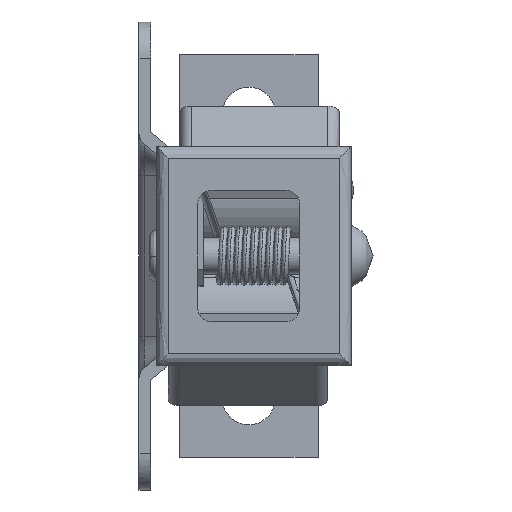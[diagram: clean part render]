
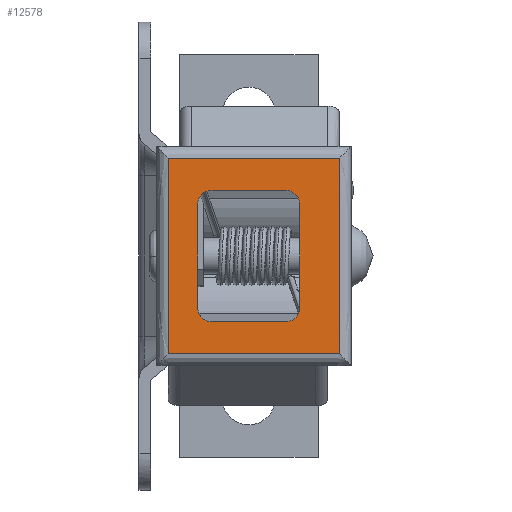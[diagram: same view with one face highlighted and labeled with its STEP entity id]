
A CAD part, left-side view. The second image highlights one B-rep face of the part: STEP entity #12578.
In plain terms, the highlighted free-form (B-spline) face has degree [1, 1] with [2, 2] control points.
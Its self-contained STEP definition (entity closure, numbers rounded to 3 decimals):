
#11975=CARTESIAN_POINT('',(0.0,5.5,6.7));
#11976=VERTEX_POINT('',#11975);
#11990=CARTESIAN_POINT('',(0.0,-6.2,6.7));
#11991=VERTEX_POINT('',#11990);
#11992=CARTESIAN_POINT('',(0.0,-6.2,6.7));
#11993=CARTESIAN_POINT('',(0.0,5.5,6.7));
#11994=QUASI_UNIFORM_CURVE('',1,(#11992,#11993),.UNSPECIFIED.,.F.,.U.);
#11995=EDGE_CURVE('',#11991,#11976,#11994,.T.);
#12234=CARTESIAN_POINT('',(0.0,2.5,-4.5));
#12235=VERTEX_POINT('',#12234);
#12236=CARTESIAN_POINT('',(0.0,-2.5,-4.5));
#12237=VERTEX_POINT('',#12236);
#12238=CARTESIAN_POINT('',(0.0,2.5,-4.5));
#12239=CARTESIAN_POINT('',(0.0,-2.5,-4.5));
#12240=QUASI_UNIFORM_CURVE('',1,(#12238,#12239),.UNSPECIFIED.,.F.,.U.);
#12241=EDGE_CURVE('',#12235,#12237,#12240,.T.);
#12279=CARTESIAN_POINT('',(0.0,-3.5,-3.5));
#12280=VERTEX_POINT('',#12279);
#12281=CARTESIAN_POINT('',(0.0,-2.5,-4.5));
#12282=CARTESIAN_POINT('',(0.0,-2.598,-4.5));
#12283=CARTESIAN_POINT('',(0.0,-2.811,-4.468));
#12284=CARTESIAN_POINT('',(0.0,-3.07,-4.338));
#12285=CARTESIAN_POINT('',(0.0,-3.288,-4.136));
#12286=CARTESIAN_POINT('',(0.0,-3.453,-3.868));
#12287=CARTESIAN_POINT('',(0.0,-3.5,-3.631));
#12288=CARTESIAN_POINT('',(0.0,-3.5,-3.5));
#12289=B_SPLINE_CURVE_WITH_KNOTS('',3,(#12281,#12282,#12283,#12284,#12285,#12286,#12287,#12288),.UNSPECIFIED.,.F.,.U.,(4,1,1,1,1,4),(0.,0.295,0.638,0.859,1.178,1.571),.UNSPECIFIED.);
#12290=EDGE_CURVE('',#12237,#12280,#12289,.T.);
#12319=CARTESIAN_POINT('',(0.0,-3.5,3.5));
#12320=VERTEX_POINT('',#12319);
#12321=CARTESIAN_POINT('',(0.0,-3.5,-3.5));
#12322=CARTESIAN_POINT('',(0.0,-3.5,3.5));
#12323=QUASI_UNIFORM_CURVE('',1,(#12321,#12322),.UNSPECIFIED.,.F.,.U.);
#12324=EDGE_CURVE('',#12280,#12320,#12323,.T.);
#12356=CARTESIAN_POINT('',(0.0,-2.5,4.5));
#12357=VERTEX_POINT('',#12356);
#12358=CARTESIAN_POINT('',(0.0,-3.5,3.5));
#12359=CARTESIAN_POINT('',(0.0,-3.5,3.598));
#12360=CARTESIAN_POINT('',(0.0,-3.468,3.811));
#12361=CARTESIAN_POINT('',(0.0,-3.338,4.07));
#12362=CARTESIAN_POINT('',(0.0,-3.153,4.269));
#12363=CARTESIAN_POINT('',(0.0,-2.893,4.444));
#12364=CARTESIAN_POINT('',(0.0,-2.655,4.5));
#12365=CARTESIAN_POINT('',(0.0,-2.5,4.5));
#12366=B_SPLINE_CURVE_WITH_KNOTS('',3,(#12358,#12359,#12360,#12361,#12362,#12363,#12364,#12365),.UNSPECIFIED.,.F.,.U.,(4,1,1,1,1,4),(0.,0.295,0.638,0.859,1.104,1.571),.UNSPECIFIED.);
#12367=EDGE_CURVE('',#12320,#12357,#12366,.T.);
#12396=CARTESIAN_POINT('',(0.0,2.5,4.5));
#12397=VERTEX_POINT('',#12396);
#12398=CARTESIAN_POINT('',(0.0,-2.5,4.5));
#12399=CARTESIAN_POINT('',(0.0,2.5,4.5));
#12400=QUASI_UNIFORM_CURVE('',1,(#12398,#12399),.UNSPECIFIED.,.F.,.U.);
#12401=EDGE_CURVE('',#12357,#12397,#12400,.T.);
#12433=CARTESIAN_POINT('',(0.0,3.5,3.5));
#12434=VERTEX_POINT('',#12433);
#12435=CARTESIAN_POINT('',(0.0,2.5,4.5));
#12436=CARTESIAN_POINT('',(0.0,2.598,4.5));
#12437=CARTESIAN_POINT('',(0.0,2.811,4.468));
#12438=CARTESIAN_POINT('',(0.0,3.07,4.338));
#12439=CARTESIAN_POINT('',(0.0,3.257,4.164));
#12440=CARTESIAN_POINT('',(0.0,3.385,3.983));
#12441=CARTESIAN_POINT('',(0.0,3.477,3.762));
#12442=CARTESIAN_POINT('',(0.0,3.5,3.59));
#12443=CARTESIAN_POINT('',(0.0,3.5,3.5));
#12444=B_SPLINE_CURVE_WITH_KNOTS('',3,(#12435,#12436,#12437,#12438,#12439,#12440,#12441,#12442,#12443),.UNSPECIFIED.,.F.,.U.,(4,1,1,1,1,1,4),(0.,0.295,0.638,0.859,1.055,1.301,1.571),.UNSPECIFIED.);
#12445=EDGE_CURVE('',#12397,#12434,#12444,.T.);
#12475=CARTESIAN_POINT('',(0.0,3.5,-3.5));
#12476=VERTEX_POINT('',#12475);
#12477=CARTESIAN_POINT('',(0.0,3.5,3.5));
#12478=CARTESIAN_POINT('',(0.0,3.5,-3.5));
#12479=QUASI_UNIFORM_CURVE('',1,(#12477,#12478),.UNSPECIFIED.,.F.,.U.);
#12480=EDGE_CURVE('',#12434,#12476,#12479,.T.);
#12512=CARTESIAN_POINT('',(0.0,3.5,-3.5));
#12513=CARTESIAN_POINT('',(0.0,3.5,-3.582));
#12514=CARTESIAN_POINT('',(0.0,3.48,-3.745));
#12515=CARTESIAN_POINT('',(0.0,3.394,-3.968));
#12516=CARTESIAN_POINT('',(0.0,3.249,-4.179));
#12517=CARTESIAN_POINT('',(0.0,3.055,-4.346));
#12518=CARTESIAN_POINT('',(0.0,2.794,-4.47));
#12519=CARTESIAN_POINT('',(0.0,2.606,-4.5));
#12520=CARTESIAN_POINT('',(0.0,2.5,-4.5));
#12521=B_SPLINE_CURVE_WITH_KNOTS('',3,(#12512,#12513,#12514,#12515,#12516,#12517,#12518,#12519,#12520),.UNSPECIFIED.,.F.,.U.,(4,1,1,1,1,1,4),(0.,0.245,0.491,0.712,1.006,1.252,1.571),.UNSPECIFIED.);
#12522=EDGE_CURVE('',#12476,#12235,#12521,.T.);
#12541=CARTESIAN_POINT('',(0.0,-6.784,-7.369));
#12542=CARTESIAN_POINT('',(0.0,-6.784,7.369));
#12543=CARTESIAN_POINT('',(0.0,6.084,-7.369));
#12544=CARTESIAN_POINT('',(0.0,6.084,7.369));
#12545=B_SPLINE_SURFACE_WITH_KNOTS('',1,1,((#12541,#12543),(#12542,#12544)),.UNSPECIFIED.,.F.,.F.,.U.,(2,2),(2,2),(0.0,14.739),(0.0,12.869),.UNSPECIFIED.);
#12546=ORIENTED_EDGE('',*,*,#11995,.T.);
#12547=CARTESIAN_POINT('',(0.0,5.5,-6.7));
#12548=VERTEX_POINT('',#12547);
#12549=CARTESIAN_POINT('',(0.0,5.5,6.7));
#12550=CARTESIAN_POINT('',(0.0,5.5,-6.7));
#12551=QUASI_UNIFORM_CURVE('',1,(#12549,#12550),.UNSPECIFIED.,.F.,.U.);
#12552=EDGE_CURVE('',#11976,#12548,#12551,.T.);
#12553=ORIENTED_EDGE('',*,*,#12552,.T.);
#12554=CARTESIAN_POINT('',(0.0,-6.2,-6.7));
#12555=VERTEX_POINT('',#12554);
#12556=CARTESIAN_POINT('',(0.0,5.5,-6.7));
#12557=CARTESIAN_POINT('',(0.0,-6.2,-6.7));
#12558=QUASI_UNIFORM_CURVE('',1,(#12556,#12557),.UNSPECIFIED.,.F.,.U.);
#12559=EDGE_CURVE('',#12548,#12555,#12558,.T.);
#12560=ORIENTED_EDGE('',*,*,#12559,.T.);
#12561=CARTESIAN_POINT('',(0.0,-6.2,-6.7));
#12562=CARTESIAN_POINT('',(0.0,-6.2,6.7));
#12563=QUASI_UNIFORM_CURVE('',1,(#12561,#12562),.UNSPECIFIED.,.F.,.U.);
#12564=EDGE_CURVE('',#12555,#11991,#12563,.T.);
#12565=ORIENTED_EDGE('',*,*,#12564,.T.);
#12566=EDGE_LOOP('',(#12546,#12553,#12560,#12565));
#12567=FACE_OUTER_BOUND('',#12566,.T.);
#12568=ORIENTED_EDGE('',*,*,#12522,.F.);
#12569=ORIENTED_EDGE('',*,*,#12480,.F.);
#12570=ORIENTED_EDGE('',*,*,#12445,.F.);
#12571=ORIENTED_EDGE('',*,*,#12401,.F.);
#12572=ORIENTED_EDGE('',*,*,#12367,.F.);
#12573=ORIENTED_EDGE('',*,*,#12324,.F.);
#12574=ORIENTED_EDGE('',*,*,#12290,.F.);
#12575=ORIENTED_EDGE('',*,*,#12241,.F.);
#12576=EDGE_LOOP('',(#12568,#12569,#12570,#12571,#12572,#12573,#12574,#12575));
#12577=FACE_BOUND('',#12576,.T.);
#12578=ADVANCED_FACE('',(#12567,#12577),#12545,.T.);
